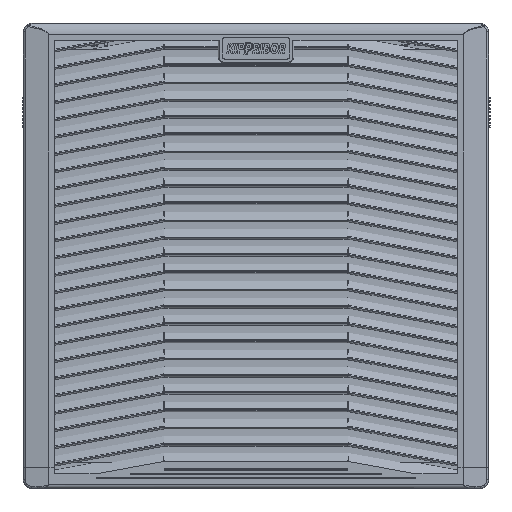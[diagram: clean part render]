
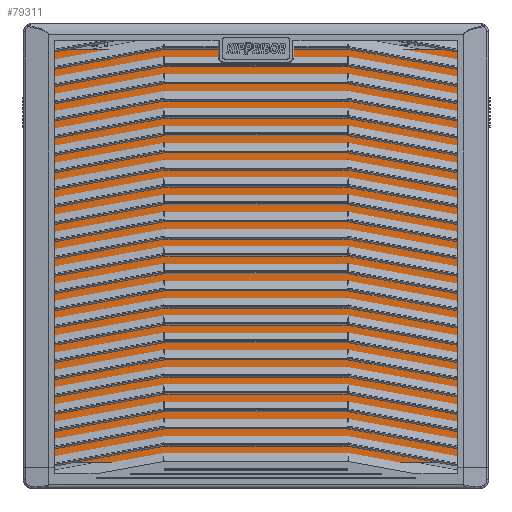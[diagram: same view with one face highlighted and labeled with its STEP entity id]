
A CAD part, top view. The second image highlights one B-rep face of the part: STEP entity #79311.
In plain terms, the highlighted planar face has unit normal (0, 0, 1).
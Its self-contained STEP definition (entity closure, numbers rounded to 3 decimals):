
#6541=PLANE('',#85412);
#10732=FACE_OUTER_BOUND('',#15403,.T.);
#15403=EDGE_LOOP('',(#74499,#74500,#74501,#74502));
#23597=LINE('',#138077,#31800);
#23600=LINE('',#138083,#31803);
#23603=LINE('',#138089,#31806);
#23606=LINE('',#138093,#31809);
#31800=VECTOR('',#105590,10.);
#31803=VECTOR('',#105595,10.);
#31806=VECTOR('',#105600,10.);
#31809=VECTOR('',#105605,10.);
#40042=VERTEX_POINT('',#138074);
#40043=VERTEX_POINT('',#138076);
#40045=VERTEX_POINT('',#138082);
#40047=VERTEX_POINT('',#138088);
#51523=EDGE_CURVE('',#40043,#40042,#23597,.T.);
#51526=EDGE_CURVE('',#40045,#40043,#23600,.T.);
#51529=EDGE_CURVE('',#40047,#40045,#23603,.T.);
#51532=EDGE_CURVE('',#40042,#40047,#23606,.T.);
#74499=ORIENTED_EDGE('',*,*,#51532,.T.);
#74500=ORIENTED_EDGE('',*,*,#51529,.T.);
#74501=ORIENTED_EDGE('',*,*,#51526,.T.);
#74502=ORIENTED_EDGE('',*,*,#51523,.T.);
#79311=ADVANCED_FACE('',(#10732),#6541,.T.);
#85412=AXIS2_PLACEMENT_3D('',#138095,#105608,#105609);
#105590=DIRECTION('',(0.,1.,0.));
#105595=DIRECTION('',(1.,0.,0.));
#105600=DIRECTION('',(0.,-1.,0.));
#105605=DIRECTION('',(-1.,0.,0.));
#105608=DIRECTION('center_axis',(0.,0.,1.));
#105609=DIRECTION('ref_axis',(1.,0.,0.));
#138074=CARTESIAN_POINT('',(140.5,142.5,15.));
#138076=CARTESIAN_POINT('',(140.5,-142.5,15.));
#138077=CARTESIAN_POINT('',(140.5,142.5,15.));
#138082=CARTESIAN_POINT('',(-140.5,-142.5,15.));
#138083=CARTESIAN_POINT('',(140.5,-142.5,15.));
#138088=CARTESIAN_POINT('',(-140.5,142.5,15.));
#138089=CARTESIAN_POINT('',(-140.5,-142.5,15.));
#138093=CARTESIAN_POINT('',(-140.5,142.5,15.));
#138095=CARTESIAN_POINT('Origin',(0.,0.,
15.));
